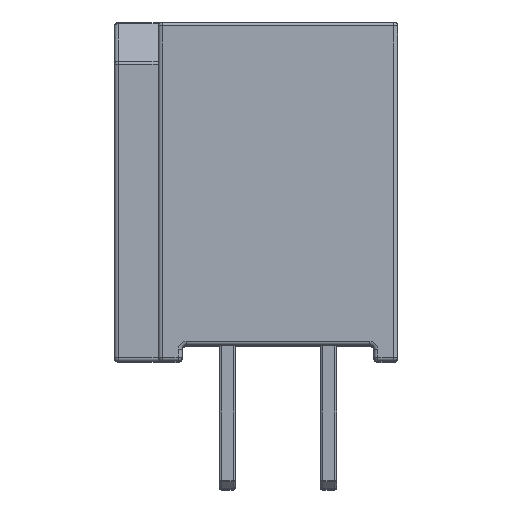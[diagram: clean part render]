
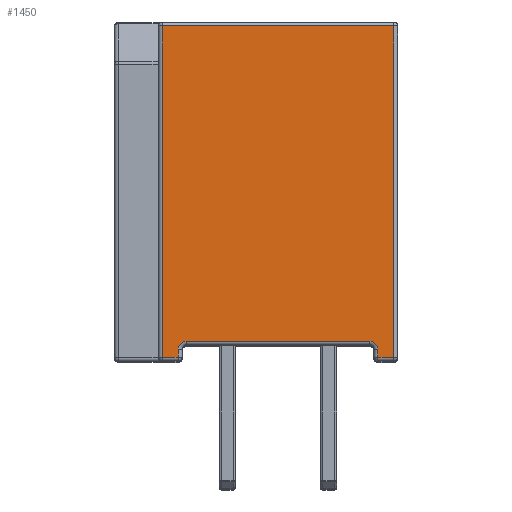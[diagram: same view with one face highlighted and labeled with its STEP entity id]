
A CAD part, top view. The second image highlights one B-rep face of the part: STEP entity #1450.
In plain terms, the highlighted face is planar.
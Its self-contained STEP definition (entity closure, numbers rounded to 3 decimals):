
#72 = DIRECTION ( 'NONE',  ( 0., -1., 0. ) ) ;
#92 = CARTESIAN_POINT ( 'NONE',  ( 0., -3.95, -2.3 ) ) ;
#124 = AXIS2_PLACEMENT_3D ( 'NONE', #3546, #592, #4039 ) ;
#176 = ORIENTED_EDGE ( 'NONE', *, *, #4729, .T. ) ;
#219 = LINE ( 'NONE', #5478, #5313 ) ;
#326 = ORIENTED_EDGE ( 'NONE', *, *, #3054, .F. ) ;
#342 = FACE_OUTER_BOUND ( 'NONE', #2493, .T. ) ;
#363 = EDGE_CURVE ( 'NONE', #5459, #5182, #6301, .T. ) ;
#530 = CARTESIAN_POINT ( 'NONE',  ( 0., 3.95, 2.9 ) ) ;
#592 = DIRECTION ( 'NONE',  ( 1., 0., 0. ) ) ;
#655 = CARTESIAN_POINT ( 'NONE',  ( 0., 3.95, -2.9 ) ) ;
#735 = EDGE_CURVE ( 'NONE', #3160, #5693, #219, .T. ) ;
#791 = VERTEX_POINT ( 'NONE', #92 ) ;
#860 = CARTESIAN_POINT ( 'NONE',  ( 0., 0., -2.9 ) ) ;
#1090 = VERTEX_POINT ( 'NONE', #530 ) ;
#1092 = ORIENTED_EDGE ( 'NONE', *, *, #2279, .T. ) ;
#1247 = CARTESIAN_POINT ( 'NONE',  ( 0., 3.95, 0. ) ) ;
#1254 = CARTESIAN_POINT ( 'NONE',  ( 0., -3.95, 0. ) ) ;
#1268 = DIRECTION ( 'NONE',  ( 1., 0., 0. ) ) ;
#1450 = ADVANCED_FACE ( 'NONE', ( #342 ), #1541, .T. ) ;
#1541 = PLANE ( 'NONE',  #5281 ) ;
#1544 = EDGE_CURVE ( 'NONE', #5459, #791, #1721, .T. ) ;
#1556 = ORIENTED_EDGE ( 'NONE', *, *, #3691, .T. ) ;
#1603 = LINE ( 'NONE', #1853, #4055 ) ;
#1654 = DIRECTION ( 'NONE',  ( 0., 0., -1. ) ) ;
#1721 = LINE ( 'NONE', #1254, #5619 ) ;
#1728 = DIRECTION ( 'NONE',  ( 0., 0., -1. ) ) ;
#1853 = CARTESIAN_POINT ( 'NONE',  ( 0., -4.35, 0. ) ) ;
#2050 = VECTOR ( 'NONE', #2387, 1000. ) ;
#2215 = CARTESIAN_POINT ( 'NONE',  ( 0., -3.95, 2.3 ) ) ;
#2279 = EDGE_CURVE ( 'NONE', #5693, #6163, #3399, .T. ) ;
#2387 = DIRECTION ( 'NONE',  ( 0., 1., 0. ) ) ;
#2398 = LINE ( 'NONE', #3824, #6112 ) ;
#2493 = EDGE_LOOP ( 'NONE', ( #1556, #3468, #4021, #6078, #326, #3834, #3167, #1092, #2774, #176 ) ) ;
#2558 = DIRECTION ( 'NONE',  ( 0., 0., -1. ) ) ;
#2601 = LINE ( 'NONE', #1247, #6355 ) ;
#2774 = ORIENTED_EDGE ( 'NONE', *, *, #4104, .T. ) ;
#2839 = CARTESIAN_POINT ( 'NONE',  ( 0., -4.35, 2.5 ) ) ;
#2848 = CARTESIAN_POINT ( 'NONE',  ( 0., -4.35, 2.9 ) ) ;
#2889 = CARTESIAN_POINT ( 'NONE',  ( 0., -4.35, -2.9 ) ) ;
#2945 = VERTEX_POINT ( 'NONE', #2839 ) ;
#3054 = EDGE_CURVE ( 'NONE', #3802, #791, #4849, .T. ) ;
#3160 = VERTEX_POINT ( 'NONE', #3306 ) ;
#3167 = ORIENTED_EDGE ( 'NONE', *, *, #735, .T. ) ;
#3239 = DIRECTION ( 'NONE',  ( 0., 0., 1. ) ) ;
#3306 = CARTESIAN_POINT ( 'NONE',  ( 0., -4.35, -2.5 ) ) ;
#3312 = DIRECTION ( 'NONE',  ( 0., 1., 0. ) ) ;
#3399 = LINE ( 'NONE', #860, #5699 ) ;
#3448 = VECTOR ( 'NONE', #72, 1000. ) ;
#3468 = ORIENTED_EDGE ( 'NONE', *, *, #5214, .T. ) ;
#3504 = LINE ( 'NONE', #5300, #2050 ) ;
#3521 = CARTESIAN_POINT ( 'NONE',  ( 0., -4.45, -2.5 ) ) ;
#3546 = CARTESIAN_POINT ( 'NONE',  ( 0., -4.15, 2.3 ) ) ;
#3585 = LINE ( 'NONE', #3521, #3448 ) ;
#3602 = CARTESIAN_POINT ( 'NONE',  ( 0., 0., 0. ) ) ;
#3691 = EDGE_CURVE ( 'NONE', #4167, #2945, #1603, .T. ) ;
#3802 = VERTEX_POINT ( 'NONE', #5733 ) ;
#3824 = CARTESIAN_POINT ( 'NONE',  ( 0., 0., 2.9 ) ) ;
#3834 = ORIENTED_EDGE ( 'NONE', *, *, #4927, .T. ) ;
#3836 = CARTESIAN_POINT ( 'NONE',  ( 0., -4.15, 2.5 ) ) ;
#4021 = ORIENTED_EDGE ( 'NONE', *, *, #363, .F. ) ;
#4039 = DIRECTION ( 'NONE',  ( 0., 0., -1. ) ) ;
#4055 = VECTOR ( 'NONE', #4299, 1000. ) ;
#4104 = EDGE_CURVE ( 'NONE', #6163, #1090, #2601, .T. ) ;
#4167 = VERTEX_POINT ( 'NONE', #2848 ) ;
#4206 = CARTESIAN_POINT ( 'NONE',  ( 0., -4.15, -2.3 ) ) ;
#4299 = DIRECTION ( 'NONE',  ( 0., 0., -1. ) ) ;
#4306 = DIRECTION ( 'NONE',  ( 0., -1., 0. ) ) ;
#4601 = DIRECTION ( 'NONE',  ( 1., 0., 0. ) ) ;
#4701 = DIRECTION ( 'NONE',  ( 0., 0., -1. ) ) ;
#4729 = EDGE_CURVE ( 'NONE', #1090, #4167, #2398, .T. ) ;
#4849 = CIRCLE ( 'NONE', #5986, 0.2 ) ;
#4927 = EDGE_CURVE ( 'NONE', #3802, #3160, #3585, .T. ) ;
#5182 = VERTEX_POINT ( 'NONE', #3836 ) ;
#5214 = EDGE_CURVE ( 'NONE', #2945, #5182, #3504, .T. ) ;
#5281 = AXIS2_PLACEMENT_3D ( 'NONE', #3602, #4601, #1654 ) ;
#5300 = CARTESIAN_POINT ( 'NONE',  ( 0., -4.05, 2.5 ) ) ;
#5313 = VECTOR ( 'NONE', #2558, 1000. ) ;
#5459 = VERTEX_POINT ( 'NONE', #2215 ) ;
#5478 = CARTESIAN_POINT ( 'NONE',  ( 0., -4.35, -3. ) ) ;
#5619 = VECTOR ( 'NONE', #1728, 1000. ) ;
#5693 = VERTEX_POINT ( 'NONE', #2889 ) ;
#5699 = VECTOR ( 'NONE', #3312, 1000. ) ;
#5733 = CARTESIAN_POINT ( 'NONE',  ( 0., -4.15, -2.5 ) ) ;
#5986 = AXIS2_PLACEMENT_3D ( 'NONE', #4206, #1268, #4701 ) ;
#6078 = ORIENTED_EDGE ( 'NONE', *, *, #1544, .T. ) ;
#6112 = VECTOR ( 'NONE', #4306, 1000. ) ;
#6163 = VERTEX_POINT ( 'NONE', #655 ) ;
#6301 = CIRCLE ( 'NONE', #124, 0.2 ) ;
#6355 = VECTOR ( 'NONE', #3239, 1000. ) ;
